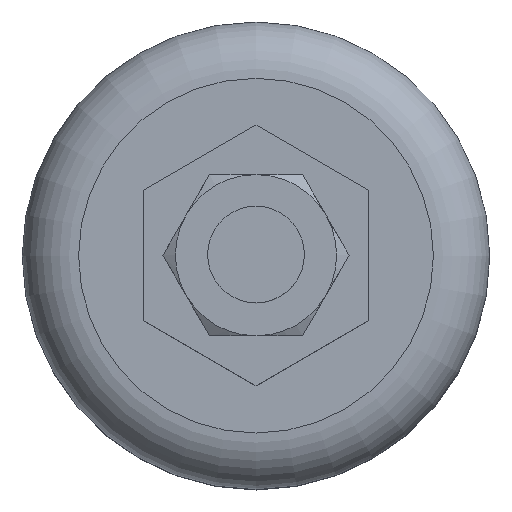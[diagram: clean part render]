
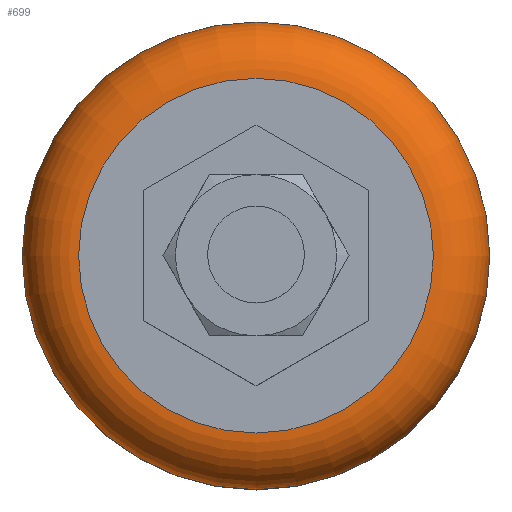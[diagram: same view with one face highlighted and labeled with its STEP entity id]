
A CAD part, top view. The second image highlights one B-rep face of the part: STEP entity #699.
In plain terms, the highlighted toroidal (fillet/blend) face has major radius 11 mm and minor radius 3.5 mm.
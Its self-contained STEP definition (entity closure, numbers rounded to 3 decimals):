
#699=ADVANCED_FACE('',(#781,#782),#783,.T.);
#781=FACE_OUTER_BOUND('',#868,.T.);
#782=FACE_OUTER_BOUND('',#869,.T.);
#783=TOROIDAL_SURFACE('',#870,11.0,3.5);
#868=EDGE_LOOP('',(#1114));
#869=EDGE_LOOP('',(#1115));
#870=AXIS2_PLACEMENT_3D('',#1116,#1117,#1118);
#1114=ORIENTED_EDGE('',*,*,#1200,.F.);
#1115=ORIENTED_EDGE('',*,*,#1199,.T.);
#1116=CARTESIAN_POINT('',(0.,0.0,14.5));
#1117=DIRECTION('',(0.,0.0,-1.0));
#1118=DIRECTION('',(-1.0,0.0,0.));
#1199=EDGE_CURVE('',#1312,#1312,#1313,.T.);
#1200=EDGE_CURVE('',#1314,#1314,#1315,.T.);
#1312=VERTEX_POINT('',#1572);
#1313=CIRCLE('',#1573,11.0);
#1314=VERTEX_POINT('',#1574);
#1315=CIRCLE('',#1575,14.5);
#1572=CARTESIAN_POINT('',(-11.0,0.0,18.0));
#1573=AXIS2_PLACEMENT_3D('',#1659,#1660,#1661);
#1574=CARTESIAN_POINT('',(-14.5,0.0,14.5));
#1575=AXIS2_PLACEMENT_3D('',#1662,#1663,#1664);
#1659=CARTESIAN_POINT('',(0.,0.0,18.0));
#1660=DIRECTION('',(0.,0.0,-1.0));
#1661=DIRECTION('',(-1.0,0.0,0.));
#1662=CARTESIAN_POINT('',(0.,0.0,14.5));
#1663=DIRECTION('',(0.,0.0,-1.0));
#1664=DIRECTION('',(-1.0,0.0,0.));
